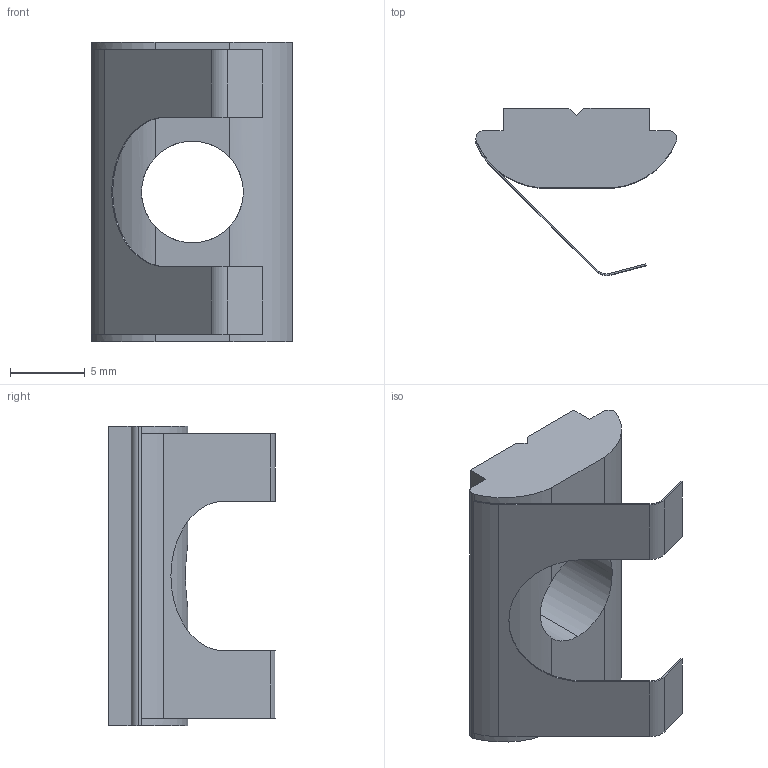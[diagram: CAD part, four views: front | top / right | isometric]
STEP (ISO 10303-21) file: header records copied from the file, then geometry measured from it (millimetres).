
FILE_DESCRIPTION (( 'STEP AP203' ), '1' );
FILE_NAME ('084.302.084.STEP', '2015-02-10T14:01:25', ( '' ), ( '' ), 'SwSTEP 2.0', 'SolidWorks 2012', '' );
FILE_SCHEMA (( 'CONFIG_CONTROL_DESIGN' ));
Length unit declared in the file: millimetre
Products named in the file (1): 084.302.084
Bounding box: 13.49 x 11.14 x 20 mm (x, y, z)
Volume: 973 mm3; surface area: 1091.4 mm2
Topology: 1 solids, 1 shells, 46 faces, 126 edges, 80 vertices
Faces by surface type: plane 33, cylinder 13
Entity records: 1559 total; most frequent: CARTESIAN_POINT 305, ORIENTED_EDGE 252, DIRECTION 244, EDGE_CURVE 126, LINE 86, VECTOR 86, VERTEX_POINT 80, AXIS2_PLACEMENT_3D 79
